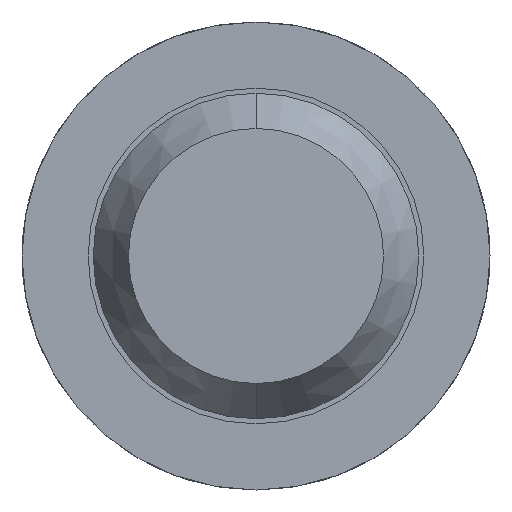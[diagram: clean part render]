
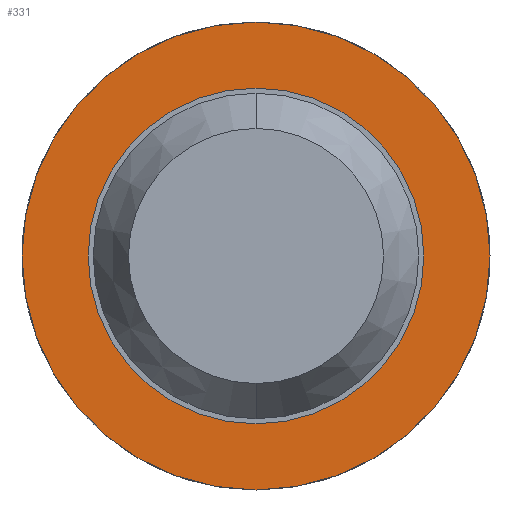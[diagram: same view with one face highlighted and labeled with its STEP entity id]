
A CAD part, front view. The second image highlights one B-rep face of the part: STEP entity #331.
In plain terms, the highlighted planar face has unit normal (0, -1, 0).
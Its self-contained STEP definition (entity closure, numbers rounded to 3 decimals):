
#18 = CIRCLE ( 'NONE', #148, 1.15 ) ;
#21 = ORIENTED_EDGE ( 'NONE', *, *, #1481, .F. ) ;
#63 = CIRCLE ( 'NONE', #3368, 1.15 ) ;
#80 = CARTESIAN_POINT ( 'NONE',  ( 0., -1.7, -1.15 ) ) ;
#125 = ORIENTED_EDGE ( 'NONE', *, *, #1042, .T. ) ;
#148 = AXIS2_PLACEMENT_3D ( 'NONE', #1715, #2040, #1750 ) ;
#331 = ADVANCED_FACE ( 'Defeature ausgef�hrt1_7', ( #3517, #3430 ), #3073, .F. ) ;
#537 = EDGE_LOOP ( 'NONE', ( #3474, #125 ) ) ;
#598 = DIRECTION ( 'NONE',  ( 0., 1., 0. ) ) ;
#819 = CARTESIAN_POINT ( 'NONE',  ( 0.825, -1.7, 0. ) ) ;
#827 = DIRECTION ( 'NONE',  ( 0., 1., 0. ) ) ;
#956 = DIRECTION ( 'NONE',  ( 0., 0., 1. ) ) ;
#1042 = EDGE_CURVE ( 'Defeature ausgef�hrt1_7+Defeature ausgef�hrt1_6+Defeature ausgef�hrt1_6+Defeature ausgef�hrt1_6', #2270, #3082, #2278, .T. ) ;
#1096 = DIRECTION ( 'NONE',  ( 0., 1., 0. ) ) ;
#1161 = VERTEX_POINT ( 'NONE', #2922 ) ;
#1201 = CARTESIAN_POINT ( 'NONE',  ( 0., -1.7, -0.825 ) ) ;
#1221 = CARTESIAN_POINT ( 'NONE',  ( 0., -1.7, 0.825 ) ) ;
#1256 = CARTESIAN_POINT ( 'NONE',  ( 0., -1.7, 0. ) ) ;
#1297 = EDGE_LOOP ( 'NONE', ( #3444, #21 ) ) ;
#1448 = DIRECTION ( 'NONE',  ( 0., 0., 1. ) ) ;
#1464 = CARTESIAN_POINT ( 'NONE',  ( 0., -1.7, 0. ) ) ;
#1481 = EDGE_CURVE ( 'Defeature ausgef�hrt1_0+Defeature ausgef�hrt1_7+Defeature ausgef�hrt1_7+Defeature ausgef�hrt1_7', #1778, #1161, #63, .T. ) ;
#1574 = EDGE_CURVE ( 'Defeature ausgef�hrt1_0+Defeature ausgef�hrt1_7+Defeature ausgef�hrt1_7+Defeature ausgef�hrt1_7', #1161, #1778, #18, .T. ) ;
#1682 = DIRECTION ( 'NONE',  ( 0., 0., 1. ) ) ;
#1715 = CARTESIAN_POINT ( 'NONE',  ( 0., -1.7, 0. ) ) ;
#1750 = DIRECTION ( 'NONE',  ( 0., 0., 1. ) ) ;
#1778 = VERTEX_POINT ( 'NONE', #80 ) ;
#1810 = DIRECTION ( 'NONE',  ( 0., 1., 0. ) ) ;
#2040 = DIRECTION ( 'NONE',  ( 0., 1., 0. ) ) ;
#2191 = AXIS2_PLACEMENT_3D ( 'NONE', #1464, #598, #1448 ) ;
#2249 = AXIS2_PLACEMENT_3D ( 'NONE', #1256, #1810, #956 ) ;
#2259 = AXIS2_PLACEMENT_3D ( 'NONE', #819, #827, #2809 ) ;
#2266 = CIRCLE ( 'NONE', #2249, 0.825 ) ;
#2270 = VERTEX_POINT ( 'NONE', #1201 ) ;
#2278 = CIRCLE ( 'NONE', #2191, 0.825 ) ;
#2349 = EDGE_CURVE ( 'Defeature ausgef�hrt1_7+Defeature ausgef�hrt1_6+Defeature ausgef�hrt1_6+Defeature ausgef�hrt1_6', #3082, #2270, #2266, .T. ) ;
#2809 = DIRECTION ( 'NONE',  ( 0., 0., 1. ) ) ;
#2922 = CARTESIAN_POINT ( 'NONE',  ( 0., -1.7, 1.15 ) ) ;
#3073 = PLANE ( 'NONE',  #2259 ) ;
#3076 = CARTESIAN_POINT ( 'NONE',  ( 0., -1.7, 0. ) ) ;
#3082 = VERTEX_POINT ( 'NONE', #1221 ) ;
#3368 = AXIS2_PLACEMENT_3D ( 'NONE', #3076, #1096, #1682 ) ;
#3430 = FACE_BOUND ( 'NONE', #537, .T. ) ;
#3444 = ORIENTED_EDGE ( 'NONE', *, *, #1574, .F. ) ;
#3474 = ORIENTED_EDGE ( 'NONE', *, *, #2349, .T. ) ;
#3517 = FACE_OUTER_BOUND ( 'NONE', #1297, .T. ) ;
